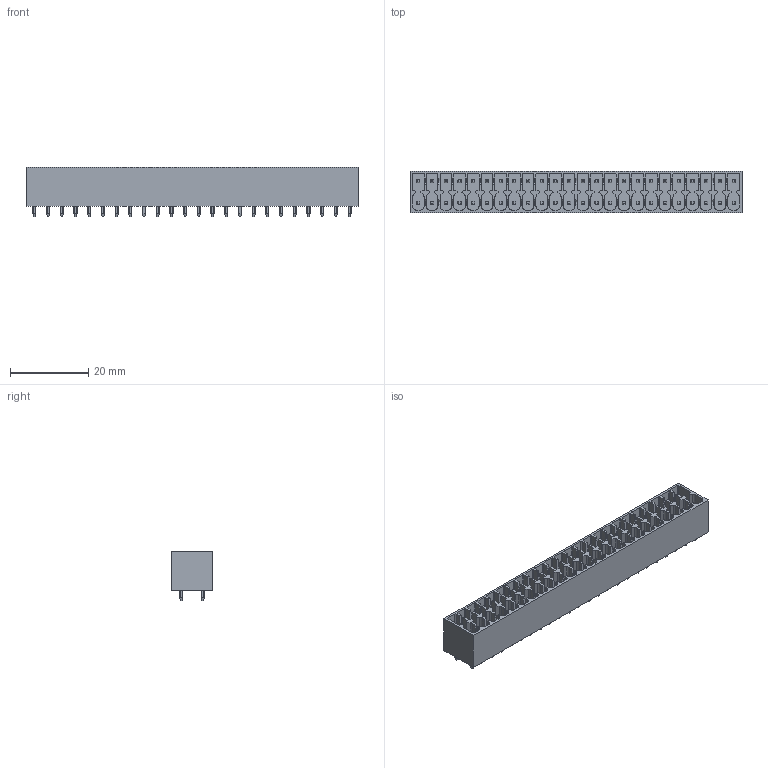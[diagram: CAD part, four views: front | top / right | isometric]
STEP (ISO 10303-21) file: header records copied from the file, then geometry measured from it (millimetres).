
FILE_DESCRIPTION((''),'2;1');
FILE_NAME('44444','2024-09-11T13:49:45',('tluser'),(''),'CREO PARAMETRIC BY PTC INC, 2018100','CREO PARAMETRIC BY PTC INC, 2018100','');
FILE_SCHEMA(('CONFIG_CONTROL_DESIGN'));
Products named in the file (1): 44444
Bounding box: 84.8 x 10.6 x 12.6 mm (x, y, z)
Volume: 5664.4 mm3; surface area: 7771.8 mm2
Topology: 1 solids, 1 shells, 2103 faces, 6012 edges, 4008 vertices
Faces by surface type: plane 1343, cylinder 760
Entity records: 68924 total; most frequent: CARTESIAN_POINT 14283, ORIENTED_EDGE 12024, DIRECTION 10586, EDGE_CURVE 6012, VECTOR 4108, LINE 4108, VERTEX_POINT 4008, AXIS2_PLACEMENT_3D 3239
